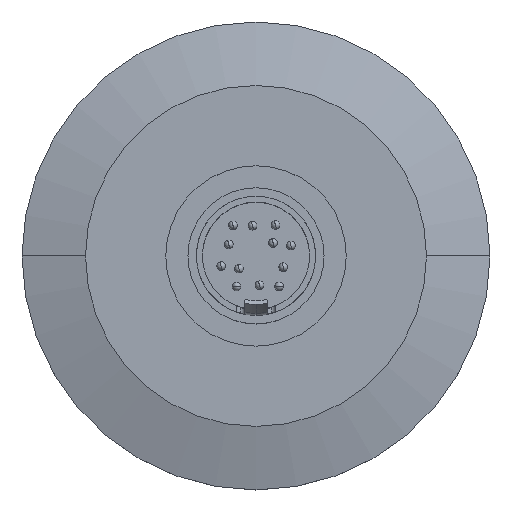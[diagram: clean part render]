
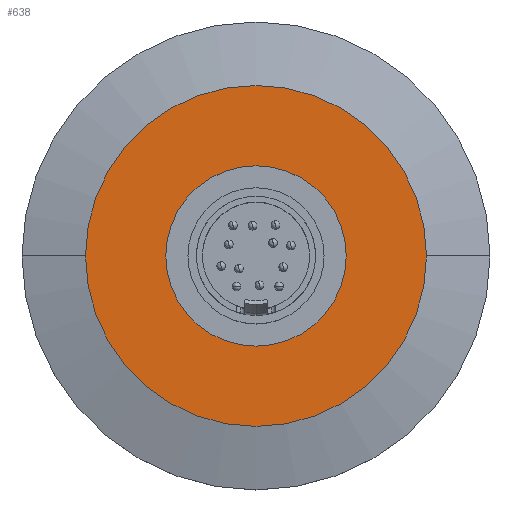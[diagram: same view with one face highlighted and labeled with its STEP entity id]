
A CAD part, top view. The second image highlights one B-rep face of the part: STEP entity #638.
In plain terms, the highlighted face is planar.
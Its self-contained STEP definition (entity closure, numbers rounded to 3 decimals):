
#190 = AXIS2_PLACEMENT_3D ( 'NONE', #668, #2750, #947 ) ;
#224 = DIRECTION ( 'NONE',  ( -1., 0., 0. ) ) ;
#342 = DIRECTION ( 'NONE',  ( 1., 0., 0. ) ) ;
#404 = VERTEX_POINT ( 'NONE', #3348 ) ;
#421 = AXIS2_PLACEMENT_3D ( 'NONE', #2000, #224, #2312 ) ;
#638 = ADVANCED_FACE ( 'NONE', ( #2085, #1469 ), #1427, .T. ) ;
#668 = CARTESIAN_POINT ( 'NONE',  ( 5., 0., 0. ) ) ;
#884 = VERTEX_POINT ( 'NONE', #2771 ) ;
#886 = EDGE_LOOP ( 'NONE', ( #1557, #3599 ) ) ;
#947 = DIRECTION ( 'NONE',  ( 0., 0., -1. ) ) ;
#1173 = DIRECTION ( 'NONE',  ( -1., 0., 0. ) ) ;
#1262 = ORIENTED_EDGE ( 'NONE', *, *, #2388, .T. ) ;
#1274 = CIRCLE ( 'NONE', #1699, 20.036 ) ;
#1316 = ORIENTED_EDGE ( 'NONE', *, *, #3167, .T. ) ;
#1325 = DIRECTION ( 'NONE',  ( 0., 0., -1. ) ) ;
#1427 = PLANE ( 'NONE',  #1616 ) ;
#1469 = FACE_OUTER_BOUND ( 'NONE', #886, .T. ) ;
#1557 = ORIENTED_EDGE ( 'NONE', *, *, #2920, .T. ) ;
#1599 = VERTEX_POINT ( 'NONE', #3548 ) ;
#1616 = AXIS2_PLACEMENT_3D ( 'NONE', #2353, #3442, #1325 ) ;
#1699 = AXIS2_PLACEMENT_3D ( 'NONE', #2117, #342, #2440 ) ;
#2000 = CARTESIAN_POINT ( 'NONE',  ( 5., 0., 0. ) ) ;
#2077 = VERTEX_POINT ( 'NONE', #3194 ) ;
#2085 = FACE_BOUND ( 'NONE', #2199, .T. ) ;
#2117 = CARTESIAN_POINT ( 'NONE',  ( 5., 0., 0. ) ) ;
#2199 = EDGE_LOOP ( 'NONE', ( #1316, #1262 ) ) ;
#2211 = CIRCLE ( 'NONE', #421, 10.6 ) ;
#2312 = DIRECTION ( 'NONE',  ( 0., 0., 1. ) ) ;
#2353 = CARTESIAN_POINT ( 'NONE',  ( 5., 0., 0. ) ) ;
#2388 = EDGE_CURVE ( 'NONE', #2077, #884, #2835, .T. ) ;
#2440 = DIRECTION ( 'NONE',  ( 0., 0., -1. ) ) ;
#2750 = DIRECTION ( 'NONE',  ( 1., 0., 0. ) ) ;
#2771 = CARTESIAN_POINT ( 'NONE',  ( 5., 0., 10.6 ) ) ;
#2835 = CIRCLE ( 'NONE', #2856, 10.6 ) ;
#2856 = AXIS2_PLACEMENT_3D ( 'NONE', #2980, #1173, #3292 ) ;
#2920 = EDGE_CURVE ( 'NONE', #1599, #404, #1274, .T. ) ;
#2962 = EDGE_CURVE ( 'NONE', #404, #1599, #3602, .T. ) ;
#2980 = CARTESIAN_POINT ( 'NONE',  ( 5., 0., 0. ) ) ;
#3167 = EDGE_CURVE ( 'NONE', #884, #2077, #2211, .T. ) ;
#3194 = CARTESIAN_POINT ( 'NONE',  ( 5., 0., -10.6 ) ) ;
#3292 = DIRECTION ( 'NONE',  ( 0., 0., 1. ) ) ;
#3348 = CARTESIAN_POINT ( 'NONE',  ( 5., 0., -20.036 ) ) ;
#3442 = DIRECTION ( 'NONE',  ( 1., 0., 0. ) ) ;
#3548 = CARTESIAN_POINT ( 'NONE',  ( 5., 0., 20.036 ) ) ;
#3599 = ORIENTED_EDGE ( 'NONE', *, *, #2962, .T. ) ;
#3602 = CIRCLE ( 'NONE', #190, 20.036 ) ;
